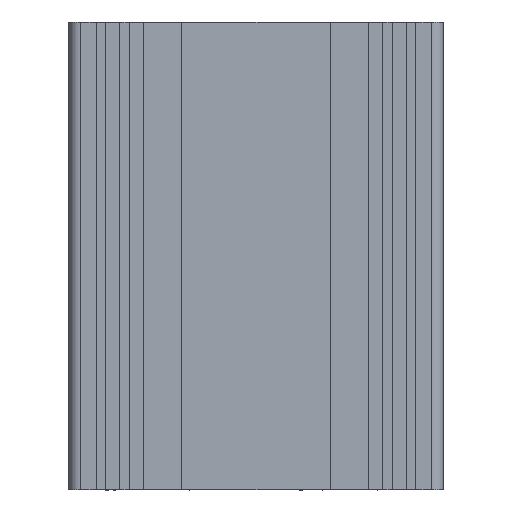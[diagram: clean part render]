
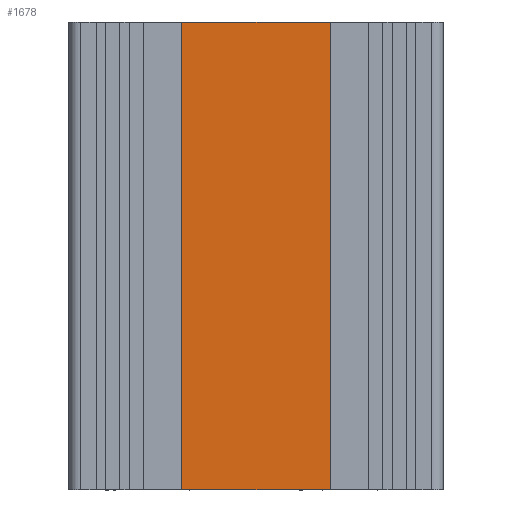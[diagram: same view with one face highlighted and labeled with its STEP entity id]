
A CAD part, front view. The second image highlights one B-rep face of the part: STEP entity #1678.
In plain terms, the highlighted planar face has unit normal (0, -1, 0).
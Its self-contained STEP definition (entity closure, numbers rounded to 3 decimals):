
#886 = VECTOR ( 'NONE', #21723, 1000. ) ;
#1678 = ADVANCED_FACE ( 'NONE', ( #13933 ), #15256, .F. ) ;
#1773 = CARTESIAN_POINT ( 'NONE',  ( 7258.153, 2008.887, 0. ) ) ;
#2749 = EDGE_CURVE ( 'NONE', #20298, #19598, #10559, .T. ) ;
#3056 = DIRECTION ( 'NONE',  ( 1., 0., 0. ) ) ;
#3062 = CARTESIAN_POINT ( 'NONE',  ( 7273.753, 2008.887, 100. ) ) ;
#4062 = VECTOR ( 'NONE', #11780, 1000. ) ;
#4983 = EDGE_LOOP ( 'NONE', ( #22100, #6811, #20203, #18823 ) ) ;
#6811 = ORIENTED_EDGE ( 'NONE', *, *, #9150, .F. ) ;
#7276 = CARTESIAN_POINT ( 'NONE',  ( 7226.353, 2008.887, 0. ) ) ;
#8633 = CARTESIAN_POINT ( 'NONE',  ( 7226.353, 2008.887, 100. ) ) ;
#8667 = DIRECTION ( 'NONE',  ( 0., 0., 1. ) ) ;
#9142 = DIRECTION ( 'NONE',  ( 0., 1., 0. ) ) ;
#9150 = EDGE_CURVE ( 'NONE', #19466, #19598, #14928, .T. ) ;
#10559 = LINE ( 'NONE', #18785, #18953 ) ;
#11780 = DIRECTION ( 'NONE',  ( 0., 0., 1. ) ) ;
#11845 = CARTESIAN_POINT ( 'NONE',  ( 7226.353, 2008.887, 100. ) ) ;
#13933 = FACE_OUTER_BOUND ( 'NONE', #4983, .T. ) ;
#14674 = LINE ( 'NONE', #21864, #886 ) ;
#14928 = LINE ( 'NONE', #3062, #19473 ) ;
#15256 = PLANE ( 'NONE',  #15398 ) ;
#15398 = AXIS2_PLACEMENT_3D ( 'NONE', #8633, #9142, #8667 ) ;
#17303 = EDGE_CURVE ( 'NONE', #20072, #19466, #17690, .T. ) ;
#17690 = LINE ( 'NONE', #11845, #4062 ) ;
#18281 = CARTESIAN_POINT ( 'NONE',  ( 7258.153, 2008.887, 100. ) ) ;
#18448 = DIRECTION ( 'NONE',  ( 0., 0., 1. ) ) ;
#18529 = EDGE_CURVE ( 'NONE', #20072, #20298, #14674, .T. ) ;
#18785 = CARTESIAN_POINT ( 'NONE',  ( 7258.153, 2008.887, 100. ) ) ;
#18823 = ORIENTED_EDGE ( 'NONE', *, *, #18529, .T. ) ;
#18953 = VECTOR ( 'NONE', #18448, 1000. ) ;
#19466 = VERTEX_POINT ( 'NONE', #20765 ) ;
#19473 = VECTOR ( 'NONE', #3056, 1000. ) ;
#19598 = VERTEX_POINT ( 'NONE', #18281 ) ;
#20072 = VERTEX_POINT ( 'NONE', #7276 ) ;
#20203 = ORIENTED_EDGE ( 'NONE', *, *, #17303, .F. ) ;
#20298 = VERTEX_POINT ( 'NONE', #1773 ) ;
#20765 = CARTESIAN_POINT ( 'NONE',  ( 7226.353, 2008.887, 100. ) ) ;
#21723 = DIRECTION ( 'NONE',  ( 1., 0., 0. ) ) ;
#21864 = CARTESIAN_POINT ( 'NONE',  ( 7226.353, 2008.887, 0. ) ) ;
#22100 = ORIENTED_EDGE ( 'NONE', *, *, #2749, .T. ) ;
